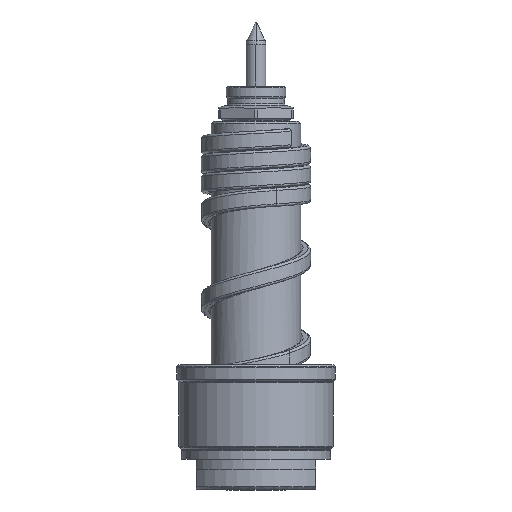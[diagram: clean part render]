
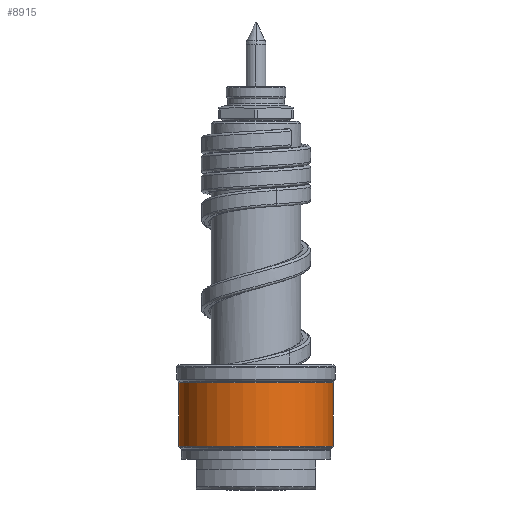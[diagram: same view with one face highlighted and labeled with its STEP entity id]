
A CAD part, front view. The second image highlights one B-rep face of the part: STEP entity #8915.
In plain terms, the highlighted cylindrical face has radius 15.5 mm (diameter 31 mm), a partial arc.
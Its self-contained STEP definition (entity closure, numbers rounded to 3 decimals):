
#1935=CARTESIAN_POINT('',(0.,0.,8.583));
#1936=DIRECTION('',(0.,0.,1.));
#1937=DIRECTION('',(-1.,0.,0.));
#1938=AXIS2_PLACEMENT_3D('',#1935,#1936,#1937);
#1940=DIRECTION('',(0.,0.,-1.));
#1941=VECTOR('',#1940,12.835);
#1942=CARTESIAN_POINT('',(-15.5,0.,21.417));
#1943=LINE('',#1942,#1941);
#1944=CARTESIAN_POINT('',(0.,0.,21.417));
#1945=DIRECTION('',(0.,0.,1.));
#1946=DIRECTION('',(-1.,0.,0.));
#1947=AXIS2_PLACEMENT_3D('',#1944,#1945,#1946);
#1949=DIRECTION('',(0.,0.,-1.));
#1950=VECTOR('',#1949,12.835);
#1951=CARTESIAN_POINT('',(15.5,0.,21.417));
#1952=LINE('',#1951,#1950);
#6054=CARTESIAN_POINT('',(15.5,0.,21.417));
#6055=CARTESIAN_POINT('',(-15.5,0.,21.417));
#6056=VERTEX_POINT('',#6054);
#6057=VERTEX_POINT('',#6055);
#6080=CARTESIAN_POINT('',(15.5,0.,8.583));
#6081=VERTEX_POINT('',#6080);
#6082=CARTESIAN_POINT('',(-15.5,0.,8.583));
#6083=VERTEX_POINT('',#6082);
#8903=CARTESIAN_POINT('',(0.,0.,7.15));
#8904=DIRECTION('',(0.,0.,1.));
#8905=DIRECTION('',(-1.,0.,0.));
#8906=AXIS2_PLACEMENT_3D('',#8903,#8904,#8905);
#8907=CYLINDRICAL_SURFACE('',#8906,15.5);
#8908=ORIENTED_EDGE('',*,*,#8875,.F.);
#8909=ORIENTED_EDGE('',*,*,#8893,.F.);
#8911=ORIENTED_EDGE('',*,*,#8910,.T.);
#8912=ORIENTED_EDGE('',*,*,#8889,.T.);
#8913=EDGE_LOOP('',(#8908,#8909,#8911,#8912));
#8914=FACE_OUTER_BOUND('',#8913,.F.);
#1939=CIRCLE('',#1938,15.5);
#1948=CIRCLE('',#1947,15.5);
#8875=EDGE_CURVE('',#6083,#6081,#1939,.T.);
#8889=EDGE_CURVE('',#6056,#6081,#1952,.T.);
#8893=EDGE_CURVE('',#6057,#6083,#1943,.T.);
#8910=EDGE_CURVE('',#6057,#6056,#1948,.T.);
#8915=ADVANCED_FACE('',(#8914),#8907,.T.);
